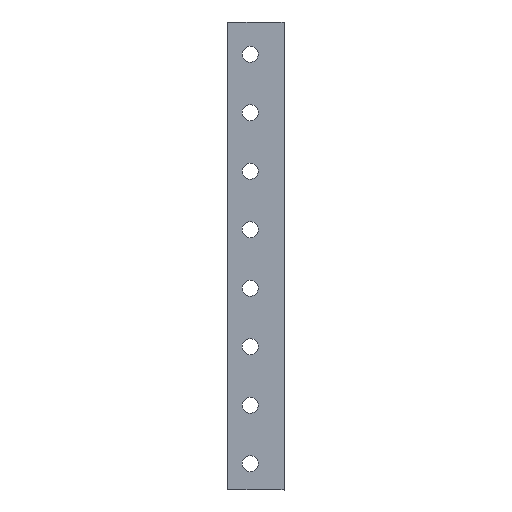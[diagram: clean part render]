
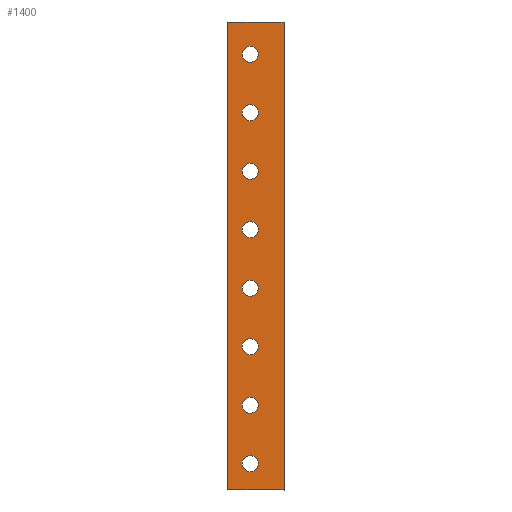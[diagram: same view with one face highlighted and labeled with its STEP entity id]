
A CAD part, left-side view. The second image highlights one B-rep face of the part: STEP entity #1400.
In plain terms, the highlighted planar face has unit normal (-1, 0, 0).
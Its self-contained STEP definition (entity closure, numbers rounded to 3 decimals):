
#54=FACE_BOUND('',#234,.T.);
#55=FACE_BOUND('',#235,.T.);
#56=FACE_BOUND('',#236,.T.);
#57=FACE_BOUND('',#237,.T.);
#58=FACE_BOUND('',#238,.T.);
#59=FACE_BOUND('',#239,.T.);
#60=FACE_BOUND('',#240,.T.);
#61=FACE_BOUND('',#241,.T.);
#110=CIRCLE('',#1506,4.1);
#111=CIRCLE('',#1507,4.1);
#112=CIRCLE('',#1508,4.1);
#113=CIRCLE('',#1509,4.1);
#114=CIRCLE('',#1510,4.1);
#115=CIRCLE('',#1511,4.1);
#116=CIRCLE('',#1512,4.1);
#117=CIRCLE('',#1513,4.1);
#159=FACE_OUTER_BOUND('',#233,.T.);
#233=EDGE_LOOP('',(#954,#955,#956,#957,#958,#959));
#234=EDGE_LOOP('',(#960));
#235=EDGE_LOOP('',(#961));
#236=EDGE_LOOP('',(#962));
#237=EDGE_LOOP('',(#963));
#238=EDGE_LOOP('',(#964));
#239=EDGE_LOOP('',(#965));
#240=EDGE_LOOP('',(#966));
#241=EDGE_LOOP('',(#967));
#345=LINE('',#2025,#473);
#362=LINE('',#2092,#490);
#363=LINE('',#2094,#491);
#364=LINE('',#2096,#492);
#365=LINE('',#2098,#493);
#366=LINE('',#2099,#494);
#473=VECTOR('',#1629,10.);
#490=VECTOR('',#1680,10.);
#491=VECTOR('',#1681,10.);
#492=VECTOR('',#1682,10.);
#493=VECTOR('',#1683,10.);
#494=VECTOR('',#1684,10.);
#595=VERTEX_POINT('',#2011);
#601=VERTEX_POINT('',#2023);
#634=VERTEX_POINT('',#2091);
#635=VERTEX_POINT('',#2093);
#636=VERTEX_POINT('',#2095);
#637=VERTEX_POINT('',#2097);
#638=VERTEX_POINT('',#2100);
#639=VERTEX_POINT('',#2102);
#640=VERTEX_POINT('',#2104);
#641=VERTEX_POINT('',#2106);
#642=VERTEX_POINT('',#2108);
#643=VERTEX_POINT('',#2110);
#644=VERTEX_POINT('',#2112);
#645=VERTEX_POINT('',#2114);
#729=EDGE_CURVE('',#595,#601,#345,.T.);
#762=EDGE_CURVE('',#634,#601,#362,.T.);
#763=EDGE_CURVE('',#634,#635,#363,.T.);
#764=EDGE_CURVE('',#635,#636,#364,.T.);
#765=EDGE_CURVE('',#636,#637,#365,.T.);
#766=EDGE_CURVE('',#637,#595,#366,.T.);
#767=EDGE_CURVE('',#638,#638,#110,.T.);
#768=EDGE_CURVE('',#639,#639,#111,.T.);
#769=EDGE_CURVE('',#640,#640,#112,.T.);
#770=EDGE_CURVE('',#641,#641,#113,.T.);
#771=EDGE_CURVE('',#642,#642,#114,.T.);
#772=EDGE_CURVE('',#643,#643,#115,.T.);
#773=EDGE_CURVE('',#644,#644,#116,.T.);
#774=EDGE_CURVE('',#645,#645,#117,.T.);
#954=ORIENTED_EDGE('',*,*,#729,.T.);
#955=ORIENTED_EDGE('',*,*,#762,.F.);
#956=ORIENTED_EDGE('',*,*,#763,.T.);
#957=ORIENTED_EDGE('',*,*,#764,.T.);
#958=ORIENTED_EDGE('',*,*,#765,.T.);
#959=ORIENTED_EDGE('',*,*,#766,.T.);
#960=ORIENTED_EDGE('',*,*,#767,.T.);
#961=ORIENTED_EDGE('',*,*,#768,.T.);
#962=ORIENTED_EDGE('',*,*,#769,.T.);
#963=ORIENTED_EDGE('',*,*,#770,.T.);
#964=ORIENTED_EDGE('',*,*,#771,.T.);
#965=ORIENTED_EDGE('',*,*,#772,.T.);
#966=ORIENTED_EDGE('',*,*,#773,.T.);
#967=ORIENTED_EDGE('',*,*,#774,.T.);
#1299=PLANE('',#1505);
#1400=ADVANCED_FACE('',(#159,#54,#55,#56,#57,#58,#59,#60,#61),#1299,.F.);
#1505=AXIS2_PLACEMENT_3D('',#2090,#1678,#1679);
#1506=AXIS2_PLACEMENT_3D('',#2101,#1685,#1686);
#1507=AXIS2_PLACEMENT_3D('',#2103,#1687,#1688);
#1508=AXIS2_PLACEMENT_3D('',#2105,#1689,#1690);
#1509=AXIS2_PLACEMENT_3D('',#2107,#1691,#1692);
#1510=AXIS2_PLACEMENT_3D('',#2109,#1693,#1694);
#1511=AXIS2_PLACEMENT_3D('',#2111,#1695,#1696);
#1512=AXIS2_PLACEMENT_3D('',#2113,#1697,#1698);
#1513=AXIS2_PLACEMENT_3D('',#2115,#1699,#1700);
#1629=DIRECTION('',(0.,0.,1.));
#1678=DIRECTION('center_axis',(1.,0.,0.));
#1679=DIRECTION('ref_axis',(0.,0.,
1.));
#1680=DIRECTION('',(0.,-1.,0.));
#1681=DIRECTION('',(0.,1.,0.));
#1682=DIRECTION('',(0.,0.,-1.));
#1683=DIRECTION('',(0.,-1.,0.));
#1684=DIRECTION('',(0.,-1.,0.));
#1685=DIRECTION('center_axis',(1.,0.,0.));
#1686=DIRECTION('ref_axis',(0.,1.,0.));
#1687=DIRECTION('center_axis',(1.,0.,0.));
#1688=DIRECTION('ref_axis',(0.,1.,0.));
#1689=DIRECTION('center_axis',(1.,0.,0.));
#1690=DIRECTION('ref_axis',(0.,1.,0.));
#1691=DIRECTION('center_axis',(1.,0.,0.));
#1692=DIRECTION('ref_axis',(0.,1.,0.));
#1693=DIRECTION('center_axis',(1.,0.,0.));
#1694=DIRECTION('ref_axis',(0.,1.,0.));
#1695=DIRECTION('center_axis',(1.,0.,0.));
#1696=DIRECTION('ref_axis',(0.,1.,0.));
#1697=DIRECTION('center_axis',(1.,0.,0.));
#1698=DIRECTION('ref_axis',(0.,1.,0.));
#1699=DIRECTION('center_axis',(1.,0.,0.));
#1700=DIRECTION('ref_axis',(0.,1.,0.));
#2011=CARTESIAN_POINT('',(-62.821,0.,-240.));
#2023=CARTESIAN_POINT('',(-62.821,0.,0.));
#2025=CARTESIAN_POINT('',(-62.821,0.,-120.));
#2090=CARTESIAN_POINT('Origin',(-62.821,-15.499,-120.));
#2091=CARTESIAN_POINT('',(-62.821,3.5,0.));
#2092=CARTESIAN_POINT('',(-62.821,-6.,0.));
#2093=CARTESIAN_POINT('',(-62.821,29.001,0.));
#2094=CARTESIAN_POINT('',(-62.821,-59.999,0.));
#2095=CARTESIAN_POINT('',(-62.821,29.001,-240.));
#2096=CARTESIAN_POINT('',(-62.821,29.001,0.));
#2097=CARTESIAN_POINT('',(-62.821,3.5,-240.));
#2098=CARTESIAN_POINT('',(-62.821,29.001,-240.));
#2099=CARTESIAN_POINT('',(-62.821,-9.125,-240.));
#2100=CARTESIAN_POINT('',(-62.821,13.401,-226.5));
#2101=CARTESIAN_POINT('Origin',(-62.821,17.501,-226.5));
#2102=CARTESIAN_POINT('',(-62.821,13.401,-196.5));
#2103=CARTESIAN_POINT('Origin',(-62.821,17.501,-196.5));
#2104=CARTESIAN_POINT('',(-62.821,13.401,-166.5));
#2105=CARTESIAN_POINT('Origin',(-62.821,17.501,-166.5));
#2106=CARTESIAN_POINT('',(-62.821,13.401,-136.5));
#2107=CARTESIAN_POINT('Origin',(-62.821,17.501,-136.5));
#2108=CARTESIAN_POINT('',(-62.821,13.401,-106.5));
#2109=CARTESIAN_POINT('Origin',(-62.821,17.501,-106.5));
#2110=CARTESIAN_POINT('',(-62.821,13.401,-76.5));
#2111=CARTESIAN_POINT('Origin',(-62.821,17.501,-76.5));
#2112=CARTESIAN_POINT('',(-62.821,13.401,-46.5));
#2113=CARTESIAN_POINT('Origin',(-62.821,17.501,-46.5));
#2114=CARTESIAN_POINT('',(-62.821,13.401,-16.5));
#2115=CARTESIAN_POINT('Origin',(-62.821,17.501,-16.5));
